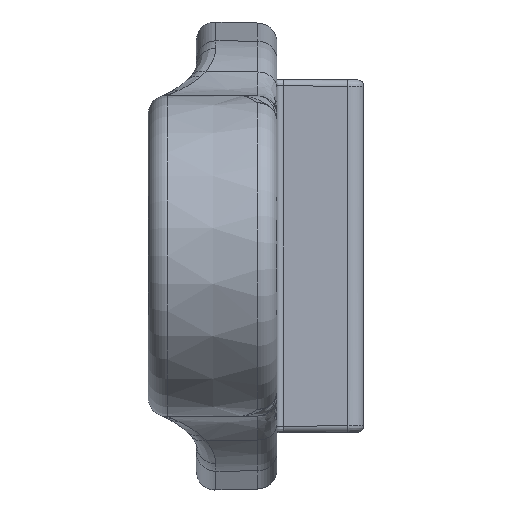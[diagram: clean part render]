
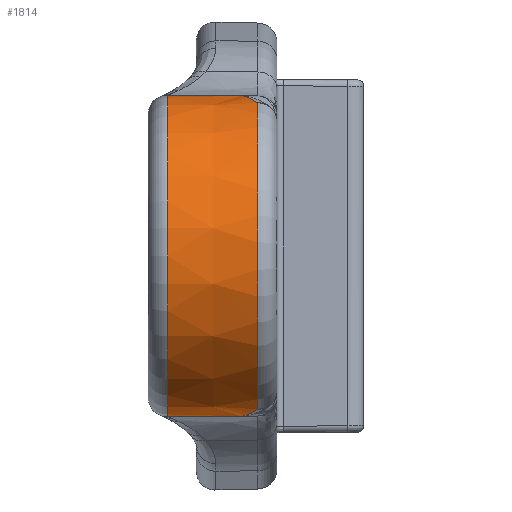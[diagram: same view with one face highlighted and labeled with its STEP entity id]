
A CAD part, left-side view. The second image highlights one B-rep face of the part: STEP entity #1814.
In plain terms, the highlighted conical face has half-angle 0.5 degrees and reference radius 5 mm.
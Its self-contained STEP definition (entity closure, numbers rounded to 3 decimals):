
#112 = FACE_OUTER_BOUND ( 'NONE', #2743, .T. ) ;
#564 = DIRECTION ( 'NONE',  ( 0., 1., 0. ) ) ;
#646 = CONICAL_SURFACE ( 'NONE', #1719, 5., 0.009 ) ;
#680 = CARTESIAN_POINT ( 'NONE',  ( -15.98, -1.205, -4.898 ) ) ;
#804 = CARTESIAN_POINT ( 'NONE',  ( -15., 1.395, 4.995 ) ) ;
#981 = CARTESIAN_POINT ( 'NONE',  ( -15., 1.395, 0. ) ) ;
#1055 = VERTEX_POINT ( 'NONE', #3873 ) ;
#1129 = CARTESIAN_POINT ( 'NONE',  ( -15., 2., 5. ) ) ;
#1255 = CARTESIAN_POINT ( 'NONE',  ( -15., 2., 0. ) ) ;
#1305 = DIRECTION ( 'NONE',  ( 0., 0., -1. ) ) ;
#1346 = CARTESIAN_POINT ( 'NONE',  ( -16.44, -1.405, -4.757 ) ) ;
#1390 = EDGE_CURVE ( 'NONE', #3954, #2173, #4102, .T. ) ;
#1531 = AXIS2_PLACEMENT_3D ( 'NONE', #4117, #2054, #2026 ) ;
#1533 = DIRECTION ( 'NONE',  ( 0., -1., -0.009 ) ) ;
#1535 = ORIENTED_EDGE ( 'NONE', *, *, #4195, .T. ) ;
#1567 = VECTOR ( 'NONE', #4185, 1000. ) ;
#1656 = EDGE_CURVE ( 'NONE', #4380, #3106, #2164, .T. ) ;
#1715 = ORIENTED_EDGE ( 'NONE', *, *, #1656, .F. ) ;
#1719 = AXIS2_PLACEMENT_3D ( 'NONE', #1255, #564, #1305 ) ;
#1814 = ADVANCED_FACE ( 'NONE', ( #112 ), #646, .T. ) ;
#1965 = ORIENTED_EDGE ( 'NONE', *, *, #1390, .T. ) ;
#2026 = DIRECTION ( 'NONE',  ( 0., 0., -1. ) ) ;
#2054 = DIRECTION ( 'NONE',  ( 0., 1., 0. ) ) ;
#2056 = ORIENTED_EDGE ( 'NONE', *, *, #4013, .T. ) ;
#2103 = CARTESIAN_POINT ( 'NONE',  ( -15., 2., -5. ) ) ;
#2125 = CARTESIAN_POINT ( 'NONE',  ( -15., -0.886, -4.975 ) ) ;
#2164 = LINE ( 'NONE', #1129, #3036 ) ;
#2173 = VERTEX_POINT ( 'NONE', #2125 ) ;
#2444 = EDGE_CURVE ( 'NONE', #1055, #3520, #3624, .T. ) ;
#2591 = CARTESIAN_POINT ( 'NONE',  ( -15., -0.886, 4.975 ) ) ;
#2649 = B_SPLINE_CURVE_WITH_KNOTS ( 'NONE', 3,
 ( #2973, #2657, #3981, #2591 ),
 .UNSPECIFIED., .F., .F.,
 ( 4, 4 ),
 ( 0., 0.002 ),
 .UNSPECIFIED. ) ;
#2657 = CARTESIAN_POINT ( 'NONE',  ( -15.98, -1.205, 4.898 ) ) ;
#2743 = EDGE_LOOP ( 'NONE', ( #1715, #1535, #1965, #2056, #3062, #4182 ) ) ;
#2744 = DIRECTION ( 'NONE',  ( 0., 0., 1. ) ) ;
#2752 = CARTESIAN_POINT ( 'NONE',  ( -15., -0.886, -4.975 ) ) ;
#2973 = CARTESIAN_POINT ( 'NONE',  ( -16.44, -1.405, 4.757 ) ) ;
#3025 = B_SPLINE_CURVE_WITH_KNOTS ( 'NONE', 3,
 ( #2752, #4441, #680, #1346 ),
 .UNSPECIFIED., .F., .F.,
 ( 4, 4 ),
 ( 0., 0.002 ),
 .UNSPECIFIED. ) ;
#3036 = VECTOR ( 'NONE', #1533, 1000. ) ;
#3062 = ORIENTED_EDGE ( 'NONE', *, *, #2444, .T. ) ;
#3106 = VERTEX_POINT ( 'NONE', #4231 ) ;
#3339 = CARTESIAN_POINT ( 'NONE',  ( -15., 1.395, -4.995 ) ) ;
#3394 = CIRCLE ( 'NONE', #3899, 4.995 ) ;
#3520 = VERTEX_POINT ( 'NONE', #3617 ) ;
#3575 = EDGE_CURVE ( 'NONE', #3520, #3106, #2649, .T. ) ;
#3617 = CARTESIAN_POINT ( 'NONE',  ( -16.44, -1.405, 4.757 ) ) ;
#3624 = CIRCLE ( 'NONE', #1531, 4.97 ) ;
#3757 = DIRECTION ( 'NONE',  ( 0., -1., 0. ) ) ;
#3873 = CARTESIAN_POINT ( 'NONE',  ( -16.44, -1.405, -4.757 ) ) ;
#3899 = AXIS2_PLACEMENT_3D ( 'NONE', #981, #3757, #2744 ) ;
#3954 = VERTEX_POINT ( 'NONE', #3339 ) ;
#3981 = CARTESIAN_POINT ( 'NONE',  ( -15.501, -1.031, 4.974 ) ) ;
#4013 = EDGE_CURVE ( 'NONE', #2173, #1055, #3025, .T. ) ;
#4102 = LINE ( 'NONE', #2103, #1567 ) ;
#4117 = CARTESIAN_POINT ( 'NONE',  ( -15., -1.405, 0. ) ) ;
#4182 = ORIENTED_EDGE ( 'NONE', *, *, #3575, .T. ) ;
#4185 = DIRECTION ( 'NONE',  ( 0., -1., 0.009 ) ) ;
#4195 = EDGE_CURVE ( 'NONE', #4380, #3954, #3394, .T. ) ;
#4231 = CARTESIAN_POINT ( 'NONE',  ( -15., -0.886, 4.975 ) ) ;
#4380 = VERTEX_POINT ( 'NONE', #804 ) ;
#4441 = CARTESIAN_POINT ( 'NONE',  ( -15.501, -1.031, -4.974 ) ) ;
